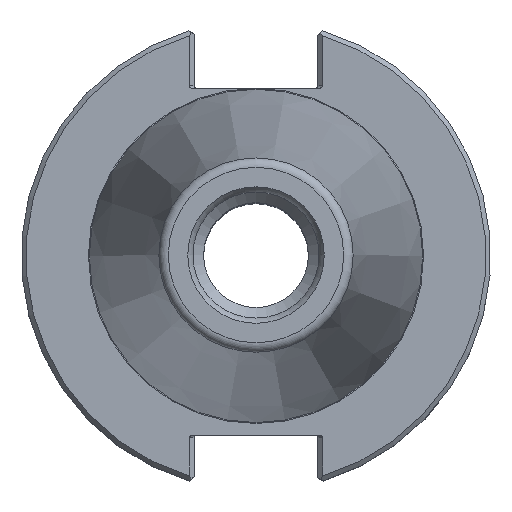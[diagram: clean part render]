
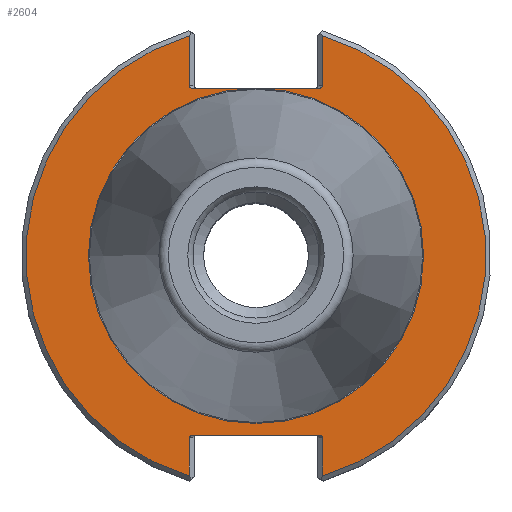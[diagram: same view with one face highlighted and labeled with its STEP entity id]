
A CAD part, top view. The second image highlights one B-rep face of the part: STEP entity #2604.
In plain terms, the highlighted planar face has unit normal (0, 0, 1).
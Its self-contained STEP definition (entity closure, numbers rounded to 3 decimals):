
#24=ELLIPSE('',#2772,0.707,0.5);
#25=ELLIPSE('',#2774,0.707,0.5);
#33=ELLIPSE('',#2802,0.707,0.5);
#34=ELLIPSE('',#2804,0.707,0.5);
#76=LINE('',#3991,#149);
#77=LINE('',#4000,#150);
#82=LINE('',#4019,#155);
#83=LINE('',#4028,#156);
#93=LINE('',#4062,#166);
#104=LINE('',#4109,#177);
#149=VECTOR('',#3159,1000.);
#150=VECTOR('',#3166,1000.);
#155=VECTOR('',#3181,1000.);
#156=VECTOR('',#3188,1000.);
#166=VECTOR('',#3214,1000.);
#177=VECTOR('',#3259,1000.);
#311=PLANE('',#2803);
#760=ORIENTED_EDGE('',*,*,#1007,.T.);
#761=ORIENTED_EDGE('',*,*,#1005,.T.);
#762=ORIENTED_EDGE('',*,*,#1001,.T.);
#763=ORIENTED_EDGE('',*,*,#1022,.F.);
#764=ORIENTED_EDGE('',*,*,#999,.T.);
#765=ORIENTED_EDGE('',*,*,#997,.T.);
#766=ORIENTED_EDGE('',*,*,#995,.T.);
#767=ORIENTED_EDGE('',*,*,#994,.T.);
#768=ORIENTED_EDGE('',*,*,#1041,.T.);
#769=ORIENTED_EDGE('',*,*,#1043,.F.);
#770=ORIENTED_EDGE('',*,*,#1044,.T.);
#771=ORIENTED_EDGE('',*,*,#1008,.T.);
#772=ORIENTED_EDGE('',*,*,#991,.F.);
#991=EDGE_CURVE('',#1193,#1193,#1296,.T.);
#994=EDGE_CURVE('',#1194,#1195,#76,.T.);
#995=EDGE_CURVE('',#1196,#1194,#1297,.T.);
#997=EDGE_CURVE('',#1197,#1196,#77,.T.);
#999=EDGE_CURVE('',#1198,#1197,#24,.F.);
#1001=EDGE_CURVE('',#1199,#1200,#25,.F.);
#1005=EDGE_CURVE('',#1201,#1199,#82,.T.);
#1007=EDGE_CURVE('',#1202,#1201,#1298,.T.);
#1008=EDGE_CURVE('',#1203,#1202,#83,.T.);
#1022=EDGE_CURVE('',#1198,#1200,#93,.T.);
#1041=EDGE_CURVE('',#1195,#1221,#33,.F.);
#1043=EDGE_CURVE('',#1222,#1221,#104,.T.);
#1044=EDGE_CURVE('',#1222,#1203,#34,.F.);
#1193=VERTEX_POINT('',#3982);
#1194=VERTEX_POINT('',#3988);
#1195=VERTEX_POINT('',#3990);
#1196=VERTEX_POINT('',#3994);
#1197=VERTEX_POINT('',#4001);
#1198=VERTEX_POINT('',#4005);
#1199=VERTEX_POINT('',#4009);
#1200=VERTEX_POINT('',#4010);
#1201=VERTEX_POINT('',#4018);
#1202=VERTEX_POINT('',#4025);
#1203=VERTEX_POINT('',#4029);
#1221=VERTEX_POINT('',#4106);
#1222=VERTEX_POINT('',#4110);
#1296=CIRCLE('',#2766,35.118);
#1297=CIRCLE('',#2769,48.21);
#1298=CIRCLE('',#2777,48.21);
#1457=EDGE_LOOP('',(#760,#761,#762,#763,#764,#765,#766,#767,#768,#769,#770,
#771));
#1458=EDGE_LOOP('',(#772));
#1627=FACE_BOUND('',#1457,.T.);
#1628=FACE_BOUND('',#1458,.T.);
#2604=ADVANCED_FACE('',(#1627,#1628),#311,.T.);
#2766=AXIS2_PLACEMENT_3D('',#3981,#3154,#3155);
#2769=AXIS2_PLACEMENT_3D('',#3993,#3162,#3163);
#2772=AXIS2_PLACEMENT_3D('',#4004,#3170,#3171);
#2774=AXIS2_PLACEMENT_3D('',#4008,#3175,#3176);
#2777=AXIS2_PLACEMENT_3D('',#4026,#3184,#3185);
#2802=AXIS2_PLACEMENT_3D('',#4105,#3254,#3255);
#2803=AXIS2_PLACEMENT_3D('',#4108,#3257,#3258);
#2804=AXIS2_PLACEMENT_3D('',#4111,#3260,#3261);
#3154=DIRECTION('',(0.,0.,1.));
#3155=DIRECTION('',(1.,0.,0.));
#3159=DIRECTION('',(0.,-1.,0.));
#3162=DIRECTION('',(0.,0.,1.));
#3163=DIRECTION('',(1.,0.,0.));
#3166=DIRECTION('',(0.,-1.,0.));
#3170=DIRECTION('',(0.,0.,1.));
#3171=DIRECTION('',(1.,0.,0.));
#3175=DIRECTION('',(0.,0.,1.));
#3176=DIRECTION('',(1.,0.,0.));
#3181=DIRECTION('',(0.,1.,0.));
#3184=DIRECTION('',(0.,0.,1.));
#3185=DIRECTION('',(1.,0.,0.));
#3188=DIRECTION('',(0.,1.,0.));
#3214=DIRECTION('',(-1.,0.,0.));
#3254=DIRECTION('',(0.,0.,1.));
#3255=DIRECTION('',(-1.,0.,0.));
#3257=DIRECTION('',(0.,0.,1.));
#3258=DIRECTION('',(1.,0.,0.));
#3259=DIRECTION('',(1.,0.,0.));
#3260=DIRECTION('',(0.,0.,1.));
#3261=DIRECTION('',(-1.,0.,0.));
#3981=CARTESIAN_POINT('',(0.,0.,-3.17));
#3982=CARTESIAN_POINT('',(35.118,0.,-3.17));
#3988=CARTESIAN_POINT('',(13.955,46.146,-3.17));
#3990=CARTESIAN_POINT('',(13.955,35.66,-3.17));
#3991=CARTESIAN_POINT('',(13.955,35.16,-3.17));
#3993=CARTESIAN_POINT('',(0.,0.,-3.17));
#3994=CARTESIAN_POINT('',(13.955,-46.146,-3.17));
#4000=CARTESIAN_POINT('',(13.955,-47.619,-3.17));
#4001=CARTESIAN_POINT('',(13.955,-38.07,-3.17));
#4004=CARTESIAN_POINT('',(13.248,-38.07,-3.17));
#4005=CARTESIAN_POINT('',(13.248,-37.57,-3.17));
#4008=CARTESIAN_POINT('',(-13.248,-38.07,-3.17));
#4009=CARTESIAN_POINT('',(-13.955,-38.07,-3.17));
#4010=CARTESIAN_POINT('',(-13.248,-37.57,-3.17));
#4018=CARTESIAN_POINT('',(-13.955,-46.146,-3.17));
#4019=CARTESIAN_POINT('',(-13.955,-37.57,-3.17));
#4025=CARTESIAN_POINT('',(-13.955,46.146,-3.17));
#4026=CARTESIAN_POINT('',(0.,0.,-3.17));
#4028=CARTESIAN_POINT('',(-13.955,47.619,-3.17));
#4029=CARTESIAN_POINT('',(-13.955,35.66,-3.17));
#4062=CARTESIAN_POINT('',(12.955,-37.57,-3.17));
#4105=CARTESIAN_POINT('',(13.248,35.66,-3.17));
#4106=CARTESIAN_POINT('',(13.248,35.16,-3.17));
#4108=CARTESIAN_POINT('',(35.118,0.,-3.17));
#4109=CARTESIAN_POINT('',(-12.955,35.16,-3.17));
#4110=CARTESIAN_POINT('',(-13.248,35.16,-3.17));
#4111=CARTESIAN_POINT('',(-13.248,35.66,-3.17));
